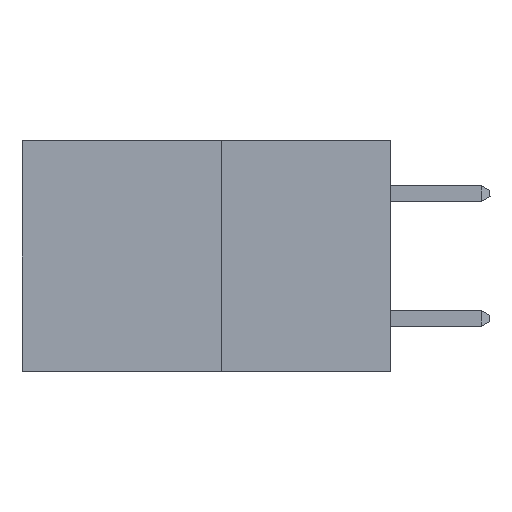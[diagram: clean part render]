
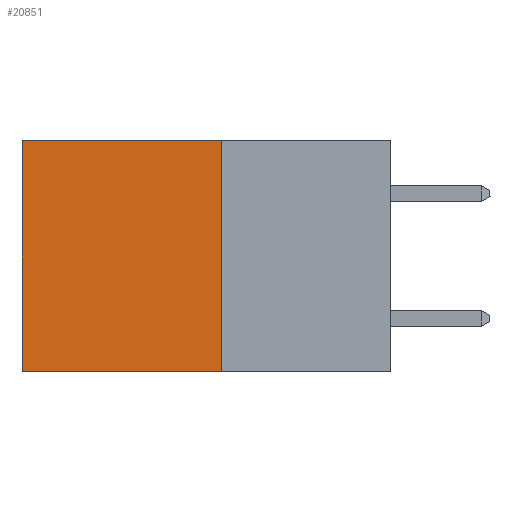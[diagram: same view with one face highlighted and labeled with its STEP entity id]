
A CAD part, left-side view. The second image highlights one B-rep face of the part: STEP entity #20851.
In plain terms, the highlighted planar face has unit normal (-1, 0, 0).
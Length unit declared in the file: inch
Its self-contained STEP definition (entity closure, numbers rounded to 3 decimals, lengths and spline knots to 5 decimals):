
#86 = FACE_OUTER_BOUND ( 'NONE', #9873, .T. ) ;
#534 = CARTESIAN_POINT ( 'NONE',  ( 0.277, 0.27, -0.37 ) ) ;
#1181 = CARTESIAN_POINT ( 'NONE',  ( 0.277, 0.27, -0.37 ) ) ;
#1408 = LINE ( 'NONE', #1181, #17326 ) ;
#1568 = DIRECTION ( 'NONE',  ( 0., 0., -1. ) ) ;
#2219 = VECTOR ( 'NONE', #10870, 39.37008 ) ;
#2825 = CARTESIAN_POINT ( 'NONE',  ( 0.277, 0.27, 0. ) ) ;
#3378 = DIRECTION ( 'NONE',  ( 1., 0., 0. ) ) ;
#5786 = CARTESIAN_POINT ( 'NONE',  ( 0.277, 0.27, -0.37 ) ) ;
#5805 = ORIENTED_EDGE ( 'NONE', *, *, #20837, .F. ) ;
#9650 = VERTEX_POINT ( 'NONE', #18652 ) ;
#9862 = EDGE_CURVE ( 'NONE', #9650, #17919, #26418, .T. ) ;
#9873 = EDGE_LOOP ( 'NONE', ( #24769, #5805, #21300, #14145 ) ) ;
#10297 = VECTOR ( 'NONE', #21282, 39.37008 ) ;
#10870 = DIRECTION ( 'NONE',  ( 0., 1., 0. ) ) ;
#11754 = PLANE ( 'NONE',  #18096 ) ;
#13396 = LINE ( 'NONE', #14921, #2219 ) ;
#13613 = EDGE_CURVE ( 'NONE', #16696, #9650, #13396, .T. ) ;
#14145 = ORIENTED_EDGE ( 'NONE', *, *, #13613, .T. ) ;
#14921 = CARTESIAN_POINT ( 'NONE',  ( 0.277, 0.27, 0. ) ) ;
#15065 = LINE ( 'NONE', #5786, #20395 ) ;
#15842 = EDGE_CURVE ( 'NONE', #16696, #19251, #15065, .T. ) ;
#15850 = CARTESIAN_POINT ( 'NONE',  ( 0.277, 0.27, -0.37 ) ) ;
#16655 = CARTESIAN_POINT ( 'NONE',  ( 0.277, 0.59, -0.37 ) ) ;
#16696 = VERTEX_POINT ( 'NONE', #2825 ) ;
#17326 = VECTOR ( 'NONE', #17770, 39.37008 ) ;
#17770 = DIRECTION ( 'NONE',  ( 0., 1., 0. ) ) ;
#17846 = DIRECTION ( 'NONE',  ( 0., 0., -1. ) ) ;
#17919 = VERTEX_POINT ( 'NONE', #16655 ) ;
#18096 = AXIS2_PLACEMENT_3D ( 'NONE', #15850, #3378, #17846 ) ;
#18652 = CARTESIAN_POINT ( 'NONE',  ( 0.277, 0.59, 0. ) ) ;
#19251 = VERTEX_POINT ( 'NONE', #534 ) ;
#19276 = CARTESIAN_POINT ( 'NONE',  ( 0.277, 0.59, -0.37 ) ) ;
#20395 = VECTOR ( 'NONE', #1568, 39.37008 ) ;
#20837 = EDGE_CURVE ( 'NONE', #19251, #17919, #1408, .T. ) ;
#20851 = ADVANCED_FACE ( 'NONE', ( #86 ), #11754, .F. ) ;
#21282 = DIRECTION ( 'NONE',  ( 0., 0., -1. ) ) ;
#21300 = ORIENTED_EDGE ( 'NONE', *, *, #15842, .F. ) ;
#24769 = ORIENTED_EDGE ( 'NONE', *, *, #9862, .T. ) ;
#26418 = LINE ( 'NONE', #19276, #10297 ) ;
